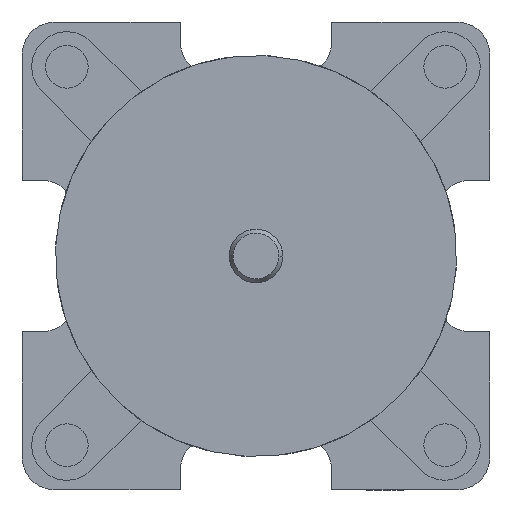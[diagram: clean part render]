
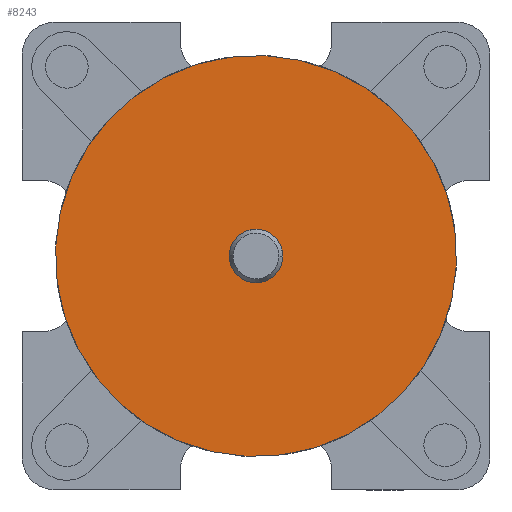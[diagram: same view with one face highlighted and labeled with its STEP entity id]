
A CAD part, front view. The second image highlights one B-rep face of the part: STEP entity #8243.
In plain terms, the highlighted planar face has unit normal (0, -1, 0).
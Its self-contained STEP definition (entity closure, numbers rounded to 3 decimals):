
#628 = CIRCLE ( 'NONE', #21123, 30. ) ;
#1031 = FACE_BOUND ( 'NONE', #1984, .T. ) ;
#1293 = AXIS2_PLACEMENT_3D ( 'NONE', #11510, #30763, #2112 ) ;
#1307 = ORIENTED_EDGE ( 'NONE', *, *, #12030, .F. ) ;
#1984 = EDGE_LOOP ( 'NONE', ( #1307, #11135 ) ) ;
#2112 = DIRECTION ( 'NONE',  ( 0., 0., -1. ) ) ;
#4217 = ORIENTED_EDGE ( 'NONE', *, *, #10271, .F. ) ;
#4313 = VERTEX_POINT ( 'NONE', #8997 ) ;
#5241 = VERTEX_POINT ( 'NONE', #12629 ) ;
#5423 = DIRECTION ( 'NONE',  ( 0., 1., 0. ) ) ;
#8127 = DIRECTION ( 'NONE',  ( 0., 0., 1. ) ) ;
#8243 = ADVANCED_FACE ( 'NONE', ( #1031, #27309 ), #10728, .F. ) ;
#8997 = CARTESIAN_POINT ( 'NONE',  ( 0., 0., 4. ) ) ;
#9522 = CIRCLE ( 'NONE', #26990, 4. ) ;
#10271 = EDGE_CURVE ( 'NONE', #14298, #5241, #22605, .T. ) ;
#10728 = PLANE ( 'NONE',  #10922 ) ;
#10922 = AXIS2_PLACEMENT_3D ( 'NONE', #12441, #5423, #24346 ) ;
#11135 = ORIENTED_EDGE ( 'NONE', *, *, #22607, .F. ) ;
#11510 = CARTESIAN_POINT ( 'NONE',  ( 0., 0., 0. ) ) ;
#12030 = EDGE_CURVE ( 'NONE', #30510, #4313, #28281, .T. ) ;
#12265 = CARTESIAN_POINT ( 'NONE',  ( 0., 0., 0. ) ) ;
#12441 = CARTESIAN_POINT ( 'NONE',  ( 0., 0., 0. ) ) ;
#12629 = CARTESIAN_POINT ( 'NONE',  ( 0., 0., 30. ) ) ;
#13100 = AXIS2_PLACEMENT_3D ( 'NONE', #19607, #23998, #17416 ) ;
#14298 = VERTEX_POINT ( 'NONE', #29732 ) ;
#17416 = DIRECTION ( 'NONE',  ( 0., 0., 1. ) ) ;
#19607 = CARTESIAN_POINT ( 'NONE',  ( 0., 0., 0. ) ) ;
#19688 = CARTESIAN_POINT ( 'NONE',  ( 0., 0., 0. ) ) ;
#21123 = AXIS2_PLACEMENT_3D ( 'NONE', #19688, #24229, #8127 ) ;
#21213 = DIRECTION ( 'NONE',  ( 0., -1., 0. ) ) ;
#22550 = CARTESIAN_POINT ( 'NONE',  ( 0., 0., -4. ) ) ;
#22605 = CIRCLE ( 'NONE', #13100, 30. ) ;
#22607 = EDGE_CURVE ( 'NONE', #4313, #30510, #9522, .T. ) ;
#23998 = DIRECTION ( 'NONE',  ( 0., 1., 0. ) ) ;
#24229 = DIRECTION ( 'NONE',  ( 0., 1., 0. ) ) ;
#24346 = DIRECTION ( 'NONE',  ( 0., 0., 1. ) ) ;
#26667 = EDGE_LOOP ( 'NONE', ( #30050, #4217 ) ) ;
#26990 = AXIS2_PLACEMENT_3D ( 'NONE', #12265, #21213, #30762 ) ;
#27309 = FACE_OUTER_BOUND ( 'NONE', #26667, .T. ) ;
#27578 = EDGE_CURVE ( 'NONE', #5241, #14298, #628, .T. ) ;
#28281 = CIRCLE ( 'NONE', #1293, 4. ) ;
#29732 = CARTESIAN_POINT ( 'NONE',  ( 0., 0., -30. ) ) ;
#30050 = ORIENTED_EDGE ( 'NONE', *, *, #27578, .F. ) ;
#30510 = VERTEX_POINT ( 'NONE', #22550 ) ;
#30762 = DIRECTION ( 'NONE',  ( 0., 0., -1. ) ) ;
#30763 = DIRECTION ( 'NONE',  ( 0., -1., 0. ) ) ;
